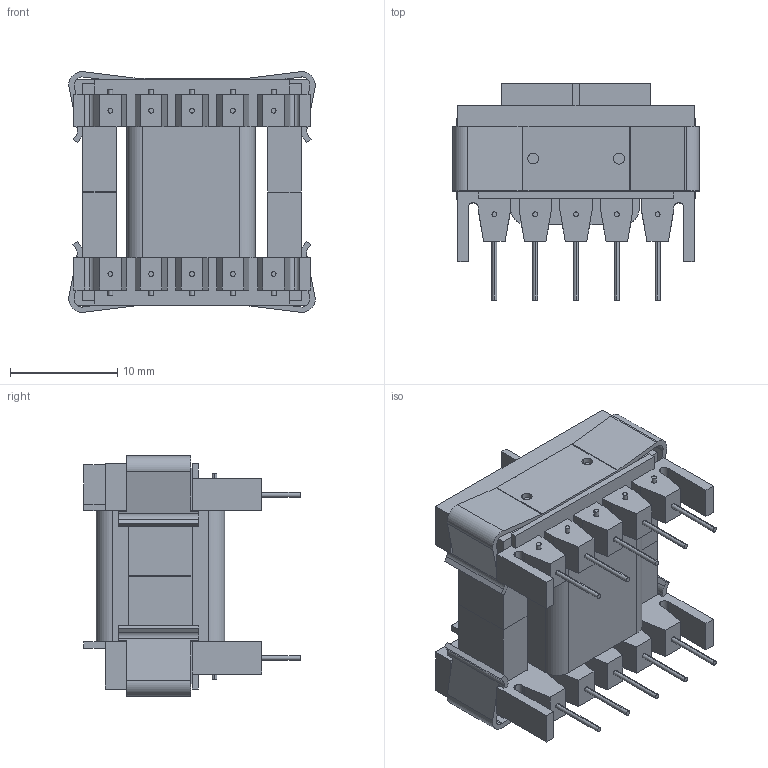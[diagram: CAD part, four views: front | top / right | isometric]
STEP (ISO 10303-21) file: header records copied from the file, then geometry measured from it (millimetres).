
FILE_DESCRIPTION (( 'STEP AP214' ), '1' );
FILE_NAME ('User Library-Ensamblaje.STEP', '2020-12-18T09:16:59', ( '' ), ( '' ), 'SwSTEP 2.0', 'SolidWorks 2020', '' );
FILE_SCHEMA (( 'AUTOMOTIVE_DESIGN' ));
Length unit declared in the file: millimetre
Products named in the file (5): FE4528070_2; Bobinado_2; User Library-Ensamblaje; FE4528056_2; FE4528100_2
Assembly tree (6 placements, depth 2):
  User Library-Ensamblaje
    FE4528100_2  x2
    FE4528070_2
    FE4528056_2  x2
    Bobinado_2
Bounding box: 23.02 x 20.2 x 22.48 mm (x, y, z)
Volume: 4202.9 mm3; surface area: 6373.3 mm2
Topology: 6 solids, 6 shells, 416 faces, 1113 edges, 742 vertices
Faces by surface type: plane 294, cylinder 96, bspline 26
Entity records: 17843 total; most frequent: CARTESIAN_POINT 4778, ORIENTED_EDGE 1902, DIRECTION 1737, EDGE_CURVE 951, LINE 743, VECTOR 743, VERTEX_POINT 634, AXIS2_PLACEMENT_3D 497
